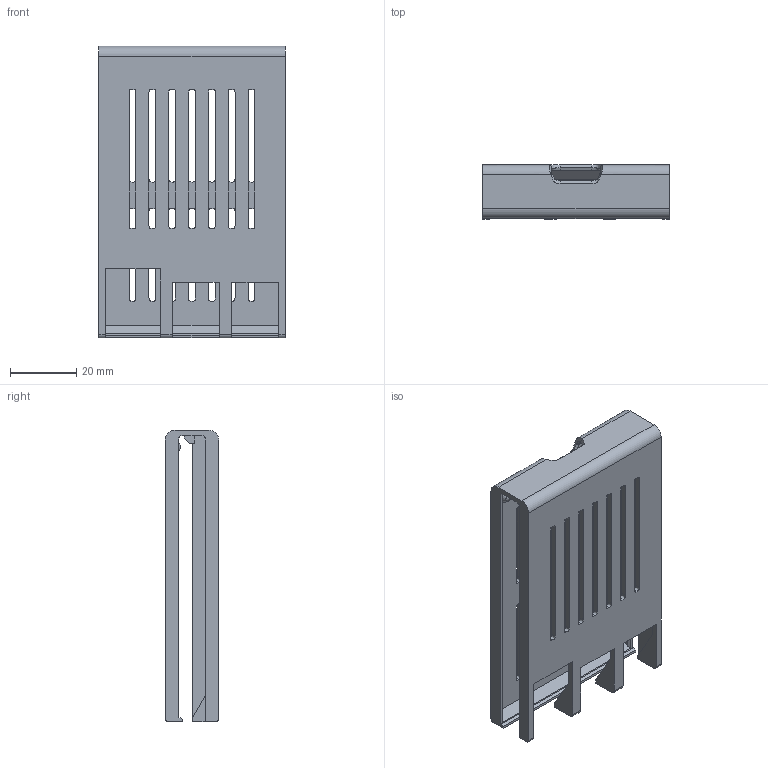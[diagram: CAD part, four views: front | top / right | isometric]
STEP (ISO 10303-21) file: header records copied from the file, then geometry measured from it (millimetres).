
FILE_DESCRIPTION( ( '' ), ' ' );
FILE_NAME( '591b2a735a7e6c0fc8943e16.step', '2017-05-16T16:36:04', ( '' ), ( '' ), ' ', ' ', ' ' );
FILE_SCHEMA( ( 'AUTOMOTIVE_DESIGN { 1 0 10303 214 1 1 1 1 }' ) );
Length unit declared in the file: metre
Products named in the file (1): Part 1
Bounding box: 56.5 x 16.2 x 88.1 mm (x, y, z)
Volume: 16061.1 mm3; surface area: 22829.6 mm2
Topology: 1 solids, 1 shells, 218 faces, 635 edges, 418 vertices
Faces by surface type: bspline 104, plane 99, cylinder 11, cone 4
Entity records: 10851 total; most frequent: CARTESIAN_POINT 4396, ORIENTED_EDGE 1254, EDGE_CURVE 627, DIRECTION 519, VERTEX_POINT 414, B_SPLINE_CURVE_WITH_KNOTS 362, EDGE_LOOP 265, LINE 237
